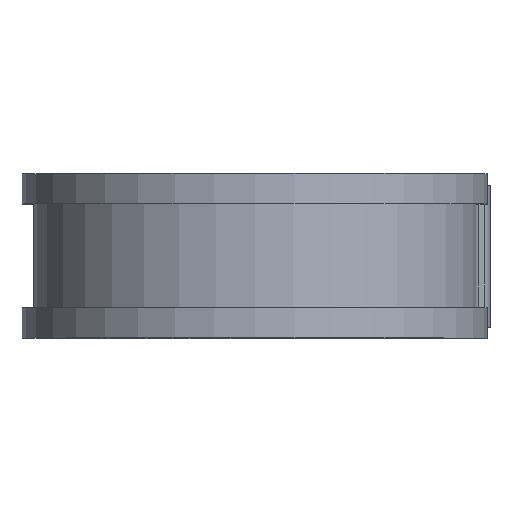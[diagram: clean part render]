
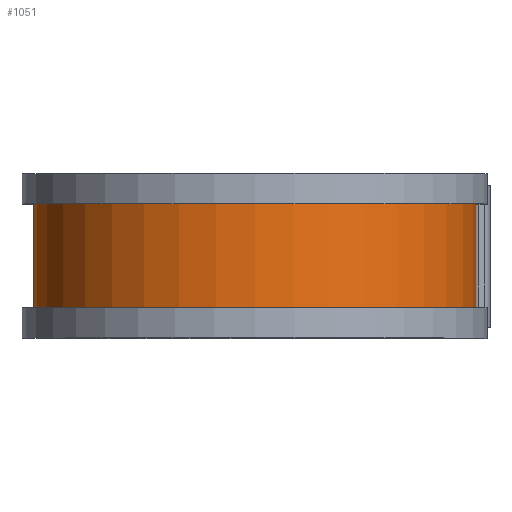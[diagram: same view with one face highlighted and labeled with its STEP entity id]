
A CAD part, top view. The second image highlights one B-rep face of the part: STEP entity #1051.
In plain terms, the highlighted cylindrical face has radius 29.731 mm (diameter 59.461 mm), a partial arc.
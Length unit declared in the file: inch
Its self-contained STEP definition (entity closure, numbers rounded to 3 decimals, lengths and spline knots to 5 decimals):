
#39 = DIRECTION ( 'NONE',  ( 0., 0., -1. ) ) ;
#72 = EDGE_LOOP ( 'NONE', ( #1407, #1704, #836, #1611 ) ) ;
#135 = CARTESIAN_POINT ( 'NONE',  ( 0., 0.375, 0. ) ) ;
#165 = AXIS2_PLACEMENT_3D ( 'NONE', #652, #585, #418 ) ;
#204 = DIRECTION ( 'NONE',  ( 0., -1., 0. ) ) ;
#249 = CARTESIAN_POINT ( 'NONE',  ( 1.1705, 0.275, 0. ) ) ;
#272 = LINE ( 'NONE', #1677, #1593 ) ;
#348 = DIRECTION ( 'NONE',  ( 0., 0., -1. ) ) ;
#369 = EDGE_CURVE ( 'NONE', #1549, #1195, #1229, .T. ) ;
#402 = CARTESIAN_POINT ( 'NONE',  ( 0., 0.375, -1.1705 ) ) ;
#418 = DIRECTION ( 'NONE',  ( 0., 0., -1. ) ) ;
#472 = CARTESIAN_POINT ( 'NONE',  ( 0., 0.275, -1.1705 ) ) ;
#509 = DIRECTION ( 'NONE',  ( 0., -1., 0. ) ) ;
#514 = DIRECTION ( 'NONE',  ( 0., -1., 0. ) ) ;
#516 = CARTESIAN_POINT ( 'NONE',  ( 0., -0.275, 0. ) ) ;
#585 = DIRECTION ( 'NONE',  ( 0., -1., 0. ) ) ;
#615 = CARTESIAN_POINT ( 'NONE',  ( 1.1705, -0.275, 0. ) ) ;
#652 = CARTESIAN_POINT ( 'NONE',  ( 0., 0.275, 0. ) ) ;
#656 = EDGE_CURVE ( 'NONE', #1195, #1713, #1279, .T. ) ;
#682 = EDGE_CURVE ( 'NONE', #865, #1713, #1254, .T. ) ;
#819 = CYLINDRICAL_SURFACE ( 'NONE', #941, 1.1705 ) ;
#836 = ORIENTED_EDGE ( 'NONE', *, *, #656, .T. ) ;
#865 = VERTEX_POINT ( 'NONE', #615 ) ;
#868 = FACE_OUTER_BOUND ( 'NONE', #72, .T. ) ;
#941 = AXIS2_PLACEMENT_3D ( 'NONE', #135, #514, #348 ) ;
#959 = CARTESIAN_POINT ( 'NONE',  ( 0., -0.275, -1.1705 ) ) ;
#1051 = ADVANCED_FACE ( 'NONE', ( #868 ), #819, .T. ) ;
#1082 = AXIS2_PLACEMENT_3D ( 'NONE', #516, #509, #39 ) ;
#1195 = VERTEX_POINT ( 'NONE', #472 ) ;
#1229 = CIRCLE ( 'NONE', #165, 1.1705 ) ;
#1254 = CIRCLE ( 'NONE', #1082, 1.1705 ) ;
#1268 = VECTOR ( 'NONE', #204, 39.37008 ) ;
#1279 = LINE ( 'NONE', #402, #1268 ) ;
#1407 = ORIENTED_EDGE ( 'NONE', *, *, #1606, .F. ) ;
#1549 = VERTEX_POINT ( 'NONE', #249 ) ;
#1593 = VECTOR ( 'NONE', #1685, 39.37008 ) ;
#1606 = EDGE_CURVE ( 'NONE', #1549, #865, #272, .T. ) ;
#1611 = ORIENTED_EDGE ( 'NONE', *, *, #682, .F. ) ;
#1677 = CARTESIAN_POINT ( 'NONE',  ( 1.1705, 0.375, 0. ) ) ;
#1685 = DIRECTION ( 'NONE',  ( 0., -1., 0. ) ) ;
#1704 = ORIENTED_EDGE ( 'NONE', *, *, #369, .T. ) ;
#1713 = VERTEX_POINT ( 'NONE', #959 ) ;
